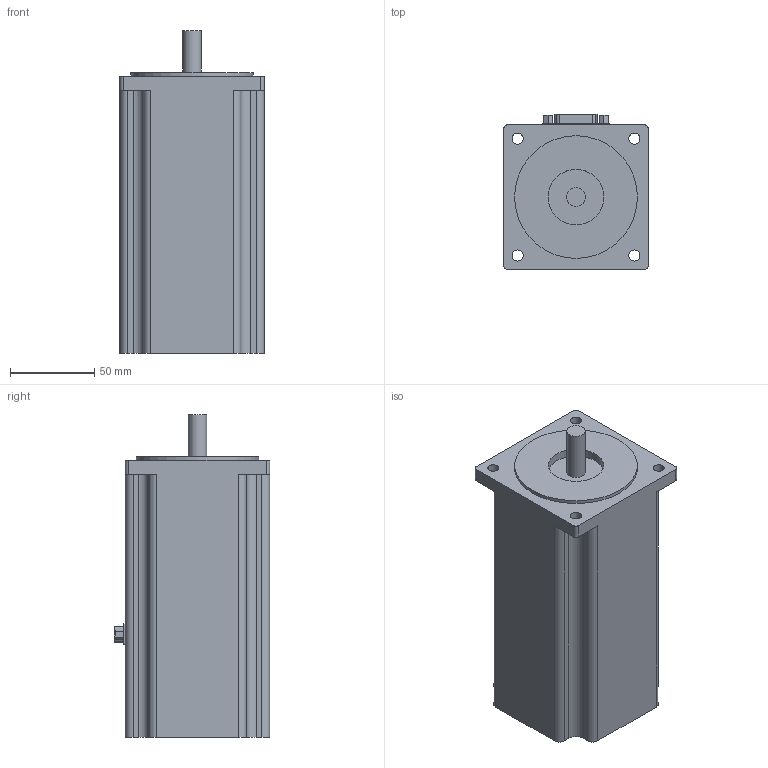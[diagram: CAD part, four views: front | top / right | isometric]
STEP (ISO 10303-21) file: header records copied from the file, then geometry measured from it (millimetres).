
FILE_DESCRIPTION(/* description */ ('STEP AP214'),/* implementation_level */ '2;1');
FILE_NAME(/* name */ '1370488_EMMS-ST-87-M-SB-G2',/* time_stamp */ '2024-08-28T00:44:03+02:00',/* author */ ('License CC BY-ND 4.0'),/* organization */ ('CADENAS'),/* preprocessor_version */ 'ST-DEVELOPER v19.3',/* originating_system */ 'PARTsolutions',/* authorisation */ ' ');
FILE_SCHEMA (('AUTOMOTIVE_DESIGN {1 0 10303 214 3 1 1}'));
Length unit declared in the file: millimetre
Products named in the file (1): 1370488 EMMS-ST-87-M-SB-G2
Bounding box: 85.8 x 92.3 x 191.9 mm (x, y, z)
Volume: 1099089.6 mm3; surface area: 70965.6 mm2
Topology: 1 solids, 1 shells, 124 faces, 305 edges, 209 vertices
Faces by surface type: plane 72, cylinder 52
Full cylindrical faces by diameter (mm): 1 x15, 2.5 x2, 6.6 x4, 11 x1, 33 x1, 73 x1
Entity records: 4344 total; most frequent: DIRECTION 618, CARTESIAN_POINT 581, ORIENTED_EDGE 528, EDGE_CURVE 264, AXIS2_PLACEMENT_3D 229, VERTEX_POINT 192, EDGE_LOOP 182, FACE_BOUND 182
